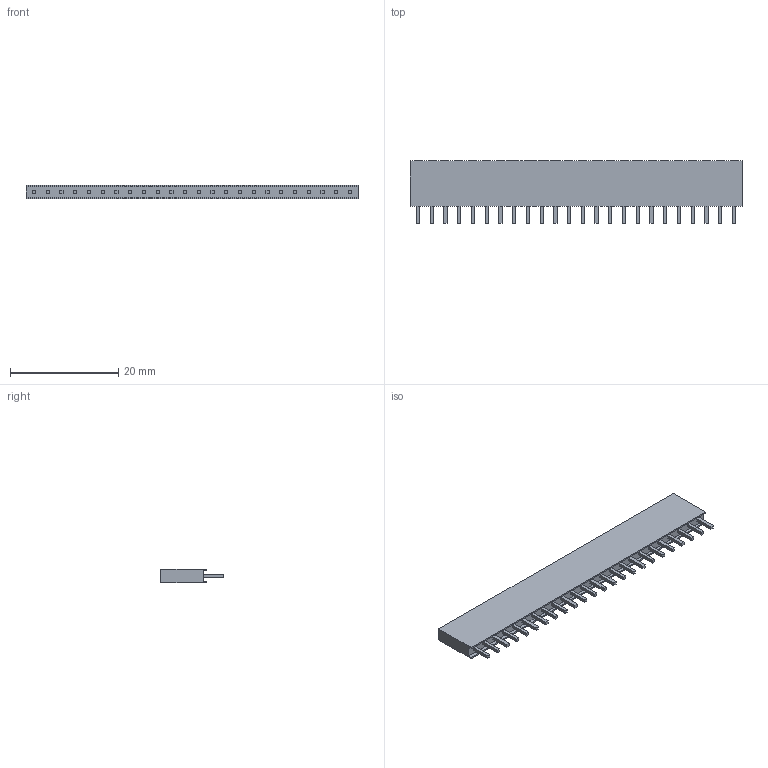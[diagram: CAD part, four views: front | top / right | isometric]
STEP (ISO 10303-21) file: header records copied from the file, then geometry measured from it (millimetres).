
FILE_DESCRIPTION (( 'STEP AP214' ), '1' );
FILE_NAME ('Pin Header Socket 1x24 Pitch 2_54mm.STEP', '2021-05-24T20:20:09', ( '' ), ( '' ), 'SwSTEP 2.0', 'SolidWorks 2019', '' );
FILE_SCHEMA (( 'AUTOMOTIVE_DESIGN' ));
Length unit declared in the file: millimetre
Products named in the file (1): Pin Header Socket 1x24 Pitch 2_54mm
Bounding box: 61.36 x 11.55 x 2.5 mm (x, y, z)
Volume: 1182.8 mm3; surface area: 2115.6 mm2
Topology: 25 solids, 25 shells, 346 faces, 792 edges, 496 vertices
Faces by surface type: plane 346
Entity records: 11140 total; most frequent: CARTESIAN_POINT 1635, ORIENTED_EDGE 1584, DIRECTION 1486, VECTOR 792, LINE 792, EDGE_CURVE 792, VERTEX_POINT 496, EDGE_LOOP 394
